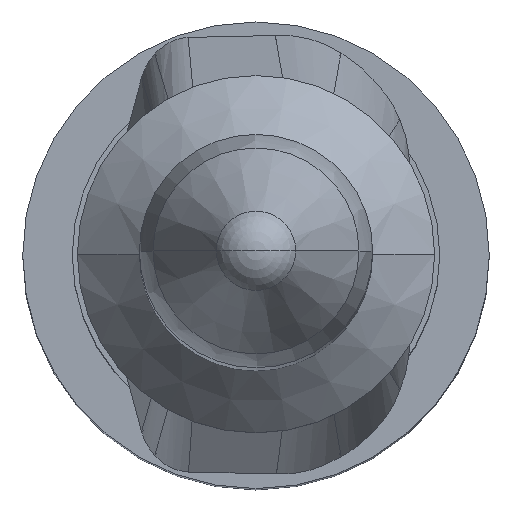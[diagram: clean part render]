
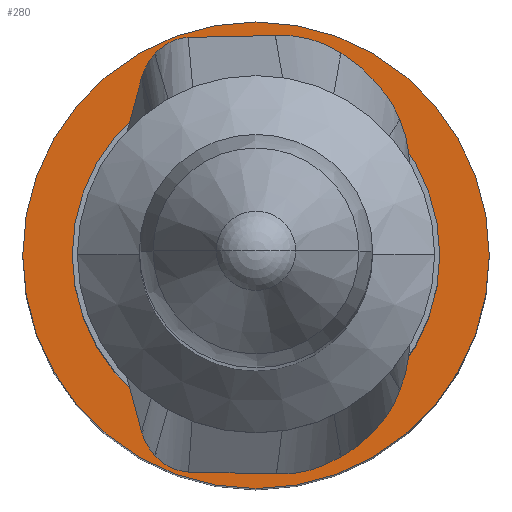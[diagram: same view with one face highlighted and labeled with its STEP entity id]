
A CAD part, top view. The second image highlights one B-rep face of the part: STEP entity #280.
In plain terms, the highlighted planar face has unit normal (0, 0, 1).
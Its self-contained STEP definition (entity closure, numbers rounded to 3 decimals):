
#190=PLANE('',#1425);
#198=FACE_BOUND('',#484,.T.);
#199=FACE_BOUND('',#485,.T.);
#280=ADVANCED_FACE('',(#198,#199),#190,.T.);
#484=EDGE_LOOP('',(#901,#902));
#485=EDGE_LOOP('',(#903,#904));
#527=CIRCLE('',#1420,1.26);
#528=CIRCLE('',#1421,1.26);
#529=CIRCLE('',#1423,1.6);
#530=CIRCLE('',#1424,1.6);
#901=ORIENTED_EDGE('',*,*,#1240,.F.);
#902=ORIENTED_EDGE('',*,*,#1238,.F.);
#903=ORIENTED_EDGE('',*,*,#1241,.F.);
#904=ORIENTED_EDGE('',*,*,#1242,.F.);
#1044=VERTEX_POINT('',#2608);
#1045=VERTEX_POINT('',#2610);
#1047=VERTEX_POINT('',#2616);
#1048=VERTEX_POINT('',#2617);
#1238=EDGE_CURVE('',#1044,#1045,#527,.T.);
#1240=EDGE_CURVE('',#1045,#1044,#528,.T.);
#1241=EDGE_CURVE('',#1047,#1048,#529,.T.);
#1242=EDGE_CURVE('',#1048,#1047,#530,.T.);
#1420=AXIS2_PLACEMENT_3D('',#2609,#1667,#1668);
#1421=AXIS2_PLACEMENT_3D('',#2613,#1670,#1671);
#1423=AXIS2_PLACEMENT_3D('',#2615,#1674,#1675);
#1424=AXIS2_PLACEMENT_3D('',#2618,#1676,#1677);
#1425=AXIS2_PLACEMENT_3D('',#2619,#1678,#1679);
#1667=DIRECTION('',(0.,0.,1.));
#1668=DIRECTION('',(-1.,0.,0.));
#1670=DIRECTION('',(0.,0.,1.));
#1671=DIRECTION('',(1.,0.,0.));
#1674=DIRECTION('',(0.,0.,-1.));
#1675=DIRECTION('',(1.,0.,0.));
#1676=DIRECTION('',(0.,0.,-1.));
#1677=DIRECTION('',(-1.,0.,0.));
#1678=DIRECTION('',(0.,0.,1.));
#1679=DIRECTION('',(-1.,0.,0.));
#2608=CARTESIAN_POINT('',(-1.26,0.,-5.734));
#2609=CARTESIAN_POINT('',(0.,0.,-5.734));
#2610=CARTESIAN_POINT('',(1.26,0.,-5.734));
#2613=CARTESIAN_POINT('',(0.,0.,-5.734));
#2615=CARTESIAN_POINT('',(0.,0.,-5.734));
#2616=CARTESIAN_POINT('',(1.6,0.,-5.734));
#2617=CARTESIAN_POINT('',(-1.6,0.,-5.734));
#2618=CARTESIAN_POINT('',(0.,0.,-5.734));
#2619=CARTESIAN_POINT('',(0.,0.,-5.734));
